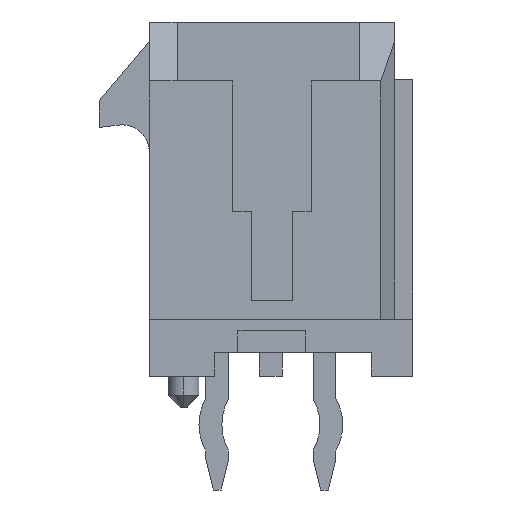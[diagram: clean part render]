
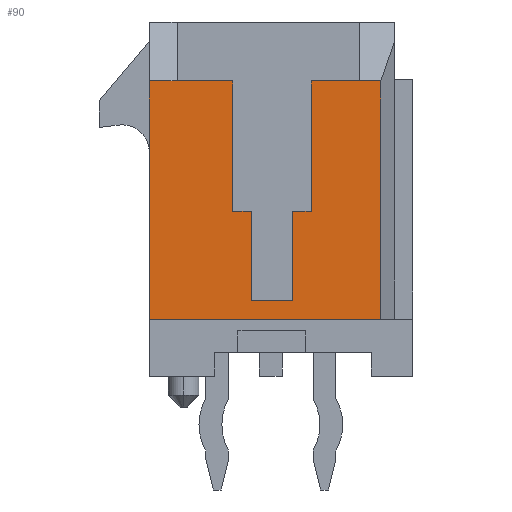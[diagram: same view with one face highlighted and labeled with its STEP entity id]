
A CAD part, left-side view. The second image highlights one B-rep face of the part: STEP entity #90.
In plain terms, the highlighted planar face has unit normal (-1, 0, 0).
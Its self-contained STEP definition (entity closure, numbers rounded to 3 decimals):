
#90=ADVANCED_FACE('',(#622),#623,.F.);
#622=FACE_OUTER_BOUND('',#1672,.T.);
#623=PLANE('',#1673);
#1672=EDGE_LOOP('',(#2747,#2748,#2749,#2750,#2751,#2752,#2753,#2754,#2755,#2756,#2757,#2758,#2759,#2760));
#1673=AXIS2_PLACEMENT_3D('',#2761,#2762,#2763);
#2747=ORIENTED_EDGE('',*,*,#6996,.T.);
#2748=ORIENTED_EDGE('',*,*,#6997,.T.);
#2749=ORIENTED_EDGE('',*,*,#6998,.T.);
#2750=ORIENTED_EDGE('',*,*,#6999,.T.);
#2751=ORIENTED_EDGE('',*,*,#7000,.T.);
#2752=ORIENTED_EDGE('',*,*,#7001,.F.);
#2753=ORIENTED_EDGE('',*,*,#7002,.T.);
#2754=ORIENTED_EDGE('',*,*,#7003,.F.);
#2755=ORIENTED_EDGE('',*,*,#7004,.F.);
#2756=ORIENTED_EDGE('',*,*,#7005,.F.);
#2757=ORIENTED_EDGE('',*,*,#7006,.F.);
#2758=ORIENTED_EDGE('',*,*,#7007,.F.);
#2759=ORIENTED_EDGE('',*,*,#7008,.T.);
#2760=ORIENTED_EDGE('',*,*,#7009,.T.);
#2761=CARTESIAN_POINT('',(-10.825,0.0,0.0));
#2762=DIRECTION('',(1.0,0.0,0.0));
#2763=DIRECTION('',(0.0,1.0,0.0));
#6996=EDGE_CURVE('',#8474,#8475,#8476,.T.);
#6997=EDGE_CURVE('',#8475,#8477,#8478,.T.);
#6998=EDGE_CURVE('',#8477,#8479,#8480,.T.);
#6999=EDGE_CURVE('',#8479,#8481,#8482,.T.);
#7000=EDGE_CURVE('',#8481,#8483,#8484,.T.);
#7001=EDGE_CURVE('',#8485,#8483,#8486,.T.);
#7002=EDGE_CURVE('',#8485,#8487,#8488,.T.);
#7003=EDGE_CURVE('',#8489,#8487,#8490,.T.);
#7004=EDGE_CURVE('',#8491,#8489,#8492,.T.);
#7005=EDGE_CURVE('',#8493,#8491,#8494,.T.);
#7006=EDGE_CURVE('',#8495,#8493,#8496,.T.);
#7007=EDGE_CURVE('',#8497,#8495,#8498,.T.);
#7008=EDGE_CURVE('',#8497,#8499,#8500,.T.);
#7009=EDGE_CURVE('',#8499,#8474,#8501,.T.);
#8474=VERTEX_POINT('',#10768);
#8475=VERTEX_POINT('',#10769);
#8476=LINE('',#10770,#10771);
#8477=VERTEX_POINT('',#10772);
#8478=LINE('',#10773,#10774);
#8479=VERTEX_POINT('',#10775);
#8480=LINE('',#10776,#10777);
#8481=VERTEX_POINT('',#10778);
#8482=LINE('',#10779,#10780);
#8483=VERTEX_POINT('',#10781);
#8484=LINE('',#10782,#10783);
#8485=VERTEX_POINT('',#10784);
#8486=LINE('',#10785,#10786);
#8487=VERTEX_POINT('',#10787);
#8488=LINE('',#10788,#10789);
#8489=VERTEX_POINT('',#10790);
#8490=LINE('',#10791,#10792);
#8491=VERTEX_POINT('',#10793);
#8492=LINE('',#10794,#10795);
#8493=VERTEX_POINT('',#10796);
#8494=LINE('',#10797,#10798);
#8495=VERTEX_POINT('',#10799);
#8496=LINE('',#10800,#10801);
#8497=VERTEX_POINT('',#10802);
#8498=LINE('',#10803,#10804);
#8499=VERTEX_POINT('',#10805);
#8500=LINE('',#10806,#10807);
#8501=LINE('',#10808,#10809);
#10768=CARTESIAN_POINT('',(-10.825,-1.1,-0.345));
#10769=CARTESIAN_POINT('',(-10.825,-0.575,-0.345));
#10770=CARTESIAN_POINT('',(-10.825,-1.1,-0.345));
#10771=VECTOR('',#14352,0.525);
#10772=CARTESIAN_POINT('',(-10.825,-0.575,-2.845));
#10773=CARTESIAN_POINT('',(-10.825,-0.575,-0.345));
#10774=VECTOR('',#14353,2.5);
#10775=CARTESIAN_POINT('',(-10.825,0.575,-2.845));
#10776=CARTESIAN_POINT('',(-10.825,-0.575,-2.845));
#10777=VECTOR('',#14354,1.15);
#10778=CARTESIAN_POINT('',(-10.825,0.575,-0.345));
#10779=CARTESIAN_POINT('',(-10.825,0.575,-2.845));
#10780=VECTOR('',#14355,2.5);
#10781=CARTESIAN_POINT('',(-10.825,1.1,-0.345));
#10782=CARTESIAN_POINT('',(-10.825,0.575,-0.345));
#10783=VECTOR('',#14356,0.525);
#10784=CARTESIAN_POINT('',(-10.825,1.1,3.305));
#10785=CARTESIAN_POINT('',(-10.825,1.1,3.305));
#10786=VECTOR('',#14357,3.65);
#10787=CARTESIAN_POINT('',(-10.825,2.65,3.305));
#10788=CARTESIAN_POINT('',(-10.825,1.1,3.305));
#10789=VECTOR('',#14358,1.55);
#10790=CARTESIAN_POINT('',(-10.825,3.43,3.305));
#10791=CARTESIAN_POINT('',(-10.825,3.43,3.305));
#10792=VECTOR('',#14359,0.78);
#10793=CARTESIAN_POINT('',(-10.825,3.43,-3.355));
#10794=CARTESIAN_POINT('',(-10.825,3.43,-3.355));
#10795=VECTOR('',#14360,6.66);
#10796=CARTESIAN_POINT('',(-10.825,-3.05,-3.355));
#10797=CARTESIAN_POINT('',(-10.825,-3.05,-3.355));
#10798=VECTOR('',#14361,6.48);
#10799=CARTESIAN_POINT('',(-10.825,-3.05,3.305));
#10800=CARTESIAN_POINT('',(-10.825,-3.05,3.305));
#10801=VECTOR('',#14362,6.66);
#10802=CARTESIAN_POINT('',(-10.825,-2.45,3.305));
#10803=CARTESIAN_POINT('',(-10.825,-2.45,3.305));
#10804=VECTOR('',#14363,0.6);
#10805=CARTESIAN_POINT('',(-10.825,-1.1,3.305));
#10806=CARTESIAN_POINT('',(-10.825,-2.45,3.305));
#10807=VECTOR('',#14364,1.35);
#10808=CARTESIAN_POINT('',(-10.825,-1.1,3.305));
#10809=VECTOR('',#14365,3.65);
#14352=DIRECTION('',(0.0,1.0,0.0));
#14353=DIRECTION('',(0.0,0.0,-1.0));
#14354=DIRECTION('',(0.0,1.0,0.0));
#14355=DIRECTION('',(0.0,0.0,1.0));
#14356=DIRECTION('',(0.0,1.0,0.0));
#14357=DIRECTION('',(0.0,0.0,-1.0));
#14358=DIRECTION('',(0.0,1.0,0.0));
#14359=DIRECTION('',(0.0,-1.0,0.0));
#14360=DIRECTION('',(0.0,0.0,1.0));
#14361=DIRECTION('',(0.0,1.0,0.0));
#14362=DIRECTION('',(0.0,0.0,-1.0));
#14363=DIRECTION('',(0.0,-1.0,0.0));
#14364=DIRECTION('',(0.0,1.0,0.0));
#14365=DIRECTION('',(0.0,0.0,-1.0));
